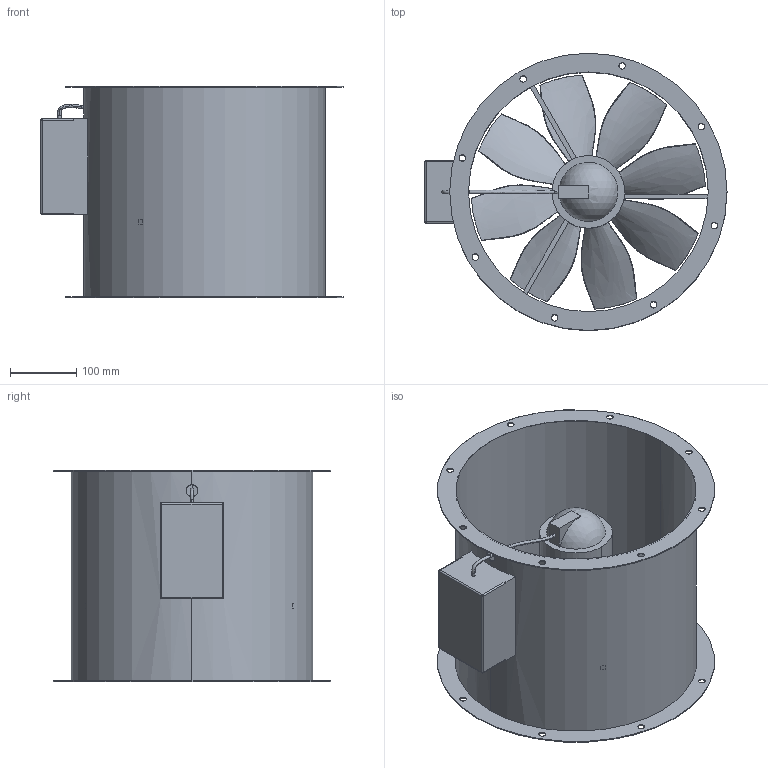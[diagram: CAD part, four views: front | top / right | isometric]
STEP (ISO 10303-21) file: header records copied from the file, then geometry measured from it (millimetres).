
FILE_DESCRIPTION (( 'STEP AP203' ), '1' );
FILE_NAME ('DZR 35.STEP', '2024-06-10T06:56:49', ( '' ), ( '' ), 'SwSTEP 2.0', 'SolidWorks 2021', '' );
FILE_SCHEMA (( 'CONFIG_CONTROL_DESIGN' ));
Products named in the file (1): DZR 35
Bounding box: 457.5 x 420 x 320 mm (x, y, z)
Volume: 3566132.7 mm3; surface area: 1172130 mm2
Topology: 1 solids, 1 shells, 164 faces, 533 edges, 377 vertices
Faces by surface type: cylinder 70, bspline 58, plane 31, sphere 5
Entity records: 51078 total; most frequent: CARTESIAN_POINT 46747, ORIENTED_EDGE 1058, DIRECTION 651, EDGE_CURVE 529, VERTEX_POINT 377, AXIS2_PLACEMENT_3D 263, B_SPLINE_CURVE_WITH_KNOTS 248, EDGE_LOOP 216
